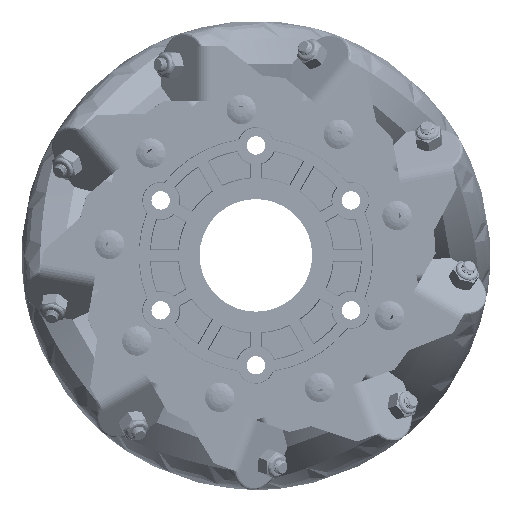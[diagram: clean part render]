
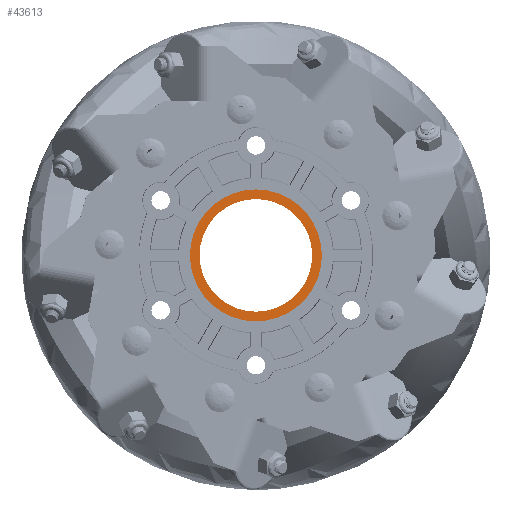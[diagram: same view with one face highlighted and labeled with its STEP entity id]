
A CAD part, left-side view. The second image highlights one B-rep face of the part: STEP entity #43613.
In plain terms, the highlighted planar face has unit normal (-1, 0, 0).
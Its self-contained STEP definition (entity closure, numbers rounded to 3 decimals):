
#1634 = CARTESIAN_POINT ( 'NONE',  ( 6.146, 33.258, 71.994 ) ) ;
#2900 = VERTEX_POINT ( 'NONE', #60344 ) ;
#4443 = CIRCLE ( 'NONE', #60744, 12.192 ) ;
#5554 = CARTESIAN_POINT ( 'NONE',  ( 6.146, 33.258, 71.994 ) ) ;
#10202 = DIRECTION ( 'NONE',  ( 0., 0., 1. ) ) ;
#14150 = DIRECTION ( 'NONE',  ( 0., 0., 1. ) ) ;
#22242 = ORIENTED_EDGE ( 'NONE', *, *, #51088, .T. ) ;
#25292 = CARTESIAN_POINT ( 'NONE',  ( 6.146, 33.258, 71.994 ) ) ;
#26693 = EDGE_LOOP ( 'NONE', ( #22242 ) ) ;
#31044 = PLANE ( 'NONE',  #98174 ) ;
#33905 = DIRECTION ( 'NONE',  ( 0., 0., 1. ) ) ;
#37350 = FACE_BOUND ( 'NONE', #26693, .T. ) ;
#43613 = ADVANCED_FACE ( 'NONE', ( #82904, #37350 ), #31044, .T. ) ;
#51088 = EDGE_CURVE ( 'NONE', #2900, #2900, #4443, .T. ) ;
#59174 = ORIENTED_EDGE ( 'NONE', *, *, #104474, .T. ) ;
#60344 = CARTESIAN_POINT ( 'NONE',  ( 6.146, 33.258, 84.186 ) ) ;
#60744 = AXIS2_PLACEMENT_3D ( 'NONE', #25292, #85197, #33905 ) ;
#61599 = DIRECTION ( 'NONE',  ( -1., 0., 0. ) ) ;
#63943 = CIRCLE ( 'NONE', #102127, 14.288 ) ;
#65503 = DIRECTION ( 'NONE',  ( -1., 0., 0. ) ) ;
#72386 = CARTESIAN_POINT ( 'NONE',  ( 6.146, 33.258, 86.282 ) ) ;
#76154 = EDGE_LOOP ( 'NONE', ( #59174 ) ) ;
#82904 = FACE_OUTER_BOUND ( 'NONE', #76154, .T. ) ;
#85197 = DIRECTION ( 'NONE',  ( 1., 0., 0. ) ) ;
#98174 = AXIS2_PLACEMENT_3D ( 'NONE', #5554, #65503, #14150 ) ;
#102127 = AXIS2_PLACEMENT_3D ( 'NONE', #1634, #61599, #10202 ) ;
#104474 = EDGE_CURVE ( 'NONE', #109402, #109402, #63943, .T. ) ;
#109402 = VERTEX_POINT ( 'NONE', #72386 ) ;
